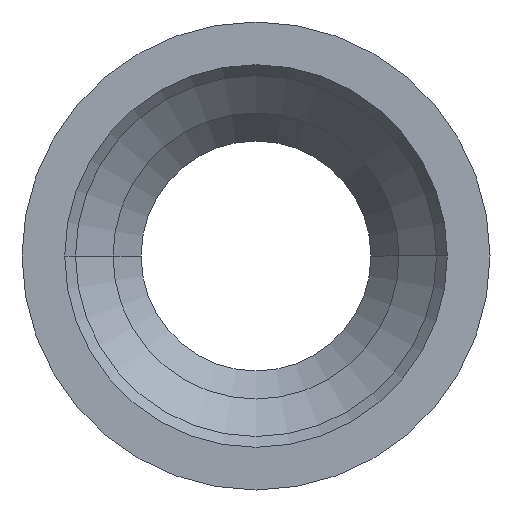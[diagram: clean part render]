
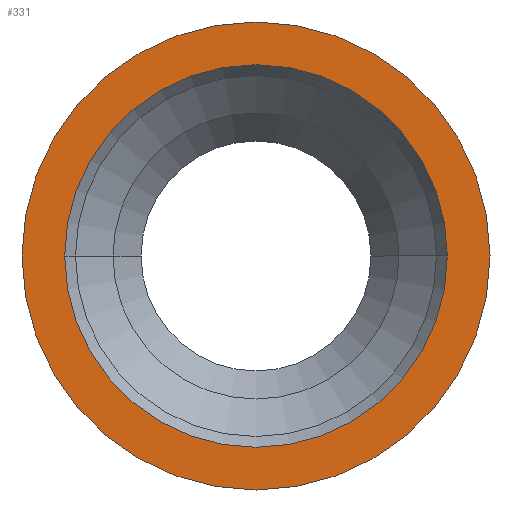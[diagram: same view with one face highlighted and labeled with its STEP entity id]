
A CAD part, left-side view. The second image highlights one B-rep face of the part: STEP entity #331.
In plain terms, the highlighted planar face has unit normal (-1, 0, 0).
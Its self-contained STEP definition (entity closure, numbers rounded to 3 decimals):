
#161 = EDGE_CURVE( '', #165, #379, #425, .T. );
#165 = VERTEX_POINT( '', #429 );
#183 = VERTEX_POINT( '', #448 );
#221 = EDGE_CURVE( '', #183, #279, #490, .T. );
#237 = EDGE_CURVE( '', #379, #165, #508, .T. );
#279 = VERTEX_POINT( '', #554 );
#331 = ADVANCED_FACE( '', ( #615, #616 ), #617, .T. );
#359 = EDGE_CURVE( '', #279, #183, #648, .T. );
#379 = VERTEX_POINT( '', #671 );
#425 = CIRCLE( '', #717, 51.1 );
#429 = CARTESIAN_POINT( '', ( 0., 51.1, 0. ) );
#448 = CARTESIAN_POINT( '', ( 0., -62.5, 0. ) );
#490 = CIRCLE( '', #799, 62.5 );
#508 = CIRCLE( '', #819, 51.1 );
#554 = CARTESIAN_POINT( '', ( 0., 62.5, 0. ) );
#615 = FACE_BOUND( '', #962, .T. );
#616 = FACE_OUTER_BOUND( '', #963, .T. );
#617 = PLANE( '', #964 );
#648 = CIRCLE( '', #1007, 62.5 );
#671 = CARTESIAN_POINT( '', ( 0., -51.1, 0. ) );
#717 = AXIS2_PLACEMENT_3D( '', #1077, #1078, #1079 );
#799 = AXIS2_PLACEMENT_3D( '', #1147, #1148, #1149 );
#819 = AXIS2_PLACEMENT_3D( '', #1169, #1170, #1171 );
#962 = EDGE_LOOP( '', ( #1320, #1321 ) );
#963 = EDGE_LOOP( '', ( #1322, #1323 ) );
#964 = AXIS2_PLACEMENT_3D( '', #1324, #1325, #1326 );
#1007 = AXIS2_PLACEMENT_3D( '', #1364, #1365, #1366 );
#1077 = CARTESIAN_POINT( '', ( 0., 0., 0. ) );
#1078 = DIRECTION( '', ( -1., 0., 0. ) );
#1079 = DIRECTION( '', ( 0., 1., 0. ) );
#1147 = CARTESIAN_POINT( '', ( 0., 0., 0. ) );
#1148 = DIRECTION( '', ( -1., 0., 0. ) );
#1149 = DIRECTION( '', ( 0., 1., 0. ) );
#1169 = CARTESIAN_POINT( '', ( 0., 0., 0. ) );
#1170 = DIRECTION( '', ( -1., 0., 0. ) );
#1171 = DIRECTION( '', ( 0., 1., 0. ) );
#1320 = ORIENTED_EDGE( '', *, *, #161, .F. );
#1321 = ORIENTED_EDGE( '', *, *, #237, .F. );
#1322 = ORIENTED_EDGE( '', *, *, #359, .T. );
#1323 = ORIENTED_EDGE( '', *, *, #221, .T. );
#1324 = CARTESIAN_POINT( '', ( 0., 56.8, 0. ) );
#1325 = DIRECTION( '', ( -1., 0., 0. ) );
#1326 = DIRECTION( '', ( 0., 1., 0. ) );
#1364 = CARTESIAN_POINT( '', ( 0., 0., 0. ) );
#1365 = DIRECTION( '', ( -1., 0., 0. ) );
#1366 = DIRECTION( '', ( 0., 1., 0. ) );
